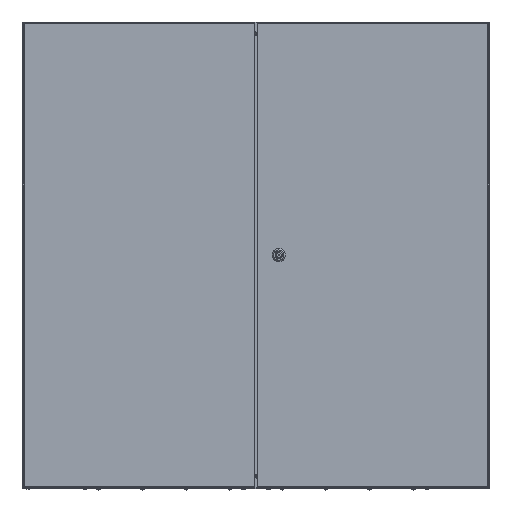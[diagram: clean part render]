
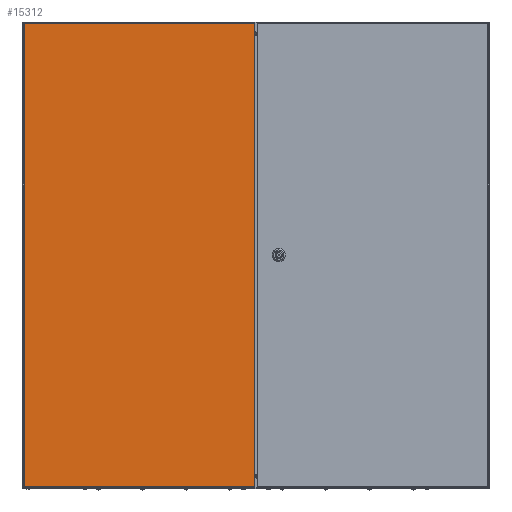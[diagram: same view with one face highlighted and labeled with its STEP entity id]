
A CAD part, top view. The second image highlights one B-rep face of the part: STEP entity #15312.
In plain terms, the highlighted planar face has unit normal (0, 0, 1).
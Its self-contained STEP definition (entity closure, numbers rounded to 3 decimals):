
#2670 = CARTESIAN_POINT ( 'NONE',  ( 2.63, 997., 17.5 ) ) ;
#2964 = EDGE_CURVE ( 'NONE', #15481, #61021, #92345, .T. ) ;
#4399 = EDGE_CURVE ( 'NONE', #61021, #98243, #105265, .T. ) ;
#8523 = CARTESIAN_POINT ( 'NONE',  ( 497.13, 997., 17.5 ) ) ;
#9526 = EDGE_CURVE ( 'NONE', #43411, #15481, #56502, .T. ) ;
#13841 = AXIS2_PLACEMENT_3D ( 'NONE', #62525, #79259, #56525 ) ;
#15312 = ADVANCED_FACE ( 'NONE', ( #95524 ), #55454, .T. ) ;
#15481 = VERTEX_POINT ( 'NONE', #8523 ) ;
#28210 = CARTESIAN_POINT ( 'NONE',  ( 2.63, 3., 17.5 ) ) ;
#31252 = CARTESIAN_POINT ( 'NONE',  ( 2.63, 997., 17.5 ) ) ;
#43411 = VERTEX_POINT ( 'NONE', #66479 ) ;
#46468 = LINE ( 'NONE', #28210, #95313 ) ;
#48531 = ORIENTED_EDGE ( 'NONE', *, *, #9526, .T. ) ;
#55454 = PLANE ( 'NONE',  #13841 ) ;
#56502 = LINE ( 'NONE', #89479, #86755 ) ;
#56525 = DIRECTION ( 'NONE',  ( 1., 0., 0. ) ) ;
#57644 = DIRECTION ( 'NONE',  ( 0., -1., 0. ) ) ;
#61021 = VERTEX_POINT ( 'NONE', #74594 ) ;
#62525 = CARTESIAN_POINT ( 'NONE',  ( 0., 0., 17.5 ) ) ;
#66479 = CARTESIAN_POINT ( 'NONE',  ( 497.13, 3., 17.5 ) ) ;
#67991 = DIRECTION ( 'NONE',  ( -1., 0., 0. ) ) ;
#70645 = VECTOR ( 'NONE', #57644, 1000. ) ;
#71780 = EDGE_LOOP ( 'NONE', ( #105975, #100977, #48531, #96583 ) ) ;
#74177 = CARTESIAN_POINT ( 'NONE',  ( 2.63, 3., 17.5 ) ) ;
#74315 = DIRECTION ( 'NONE',  ( 0., 1., 0. ) ) ;
#74594 = CARTESIAN_POINT ( 'NONE',  ( 2.63, 997., 17.5 ) ) ;
#79259 = DIRECTION ( 'NONE',  ( 0., 0., 1. ) ) ;
#86755 = VECTOR ( 'NONE', #74315, 1000. ) ;
#89479 = CARTESIAN_POINT ( 'NONE',  ( 497.13, 997., 17.5 ) ) ;
#90662 = EDGE_CURVE ( 'NONE', #98243, #43411, #46468, .T. ) ;
#92345 = LINE ( 'NONE', #2670, #99491 ) ;
#94106 = DIRECTION ( 'NONE',  ( 1., 0., 0. ) ) ;
#95313 = VECTOR ( 'NONE', #94106, 1000. ) ;
#95524 = FACE_OUTER_BOUND ( 'NONE', #71780, .T. ) ;
#96583 = ORIENTED_EDGE ( 'NONE', *, *, #2964, .T. ) ;
#98243 = VERTEX_POINT ( 'NONE', #74177 ) ;
#99491 = VECTOR ( 'NONE', #67991, 1000. ) ;
#100977 = ORIENTED_EDGE ( 'NONE', *, *, #90662, .T. ) ;
#105265 = LINE ( 'NONE', #31252, #70645 ) ;
#105975 = ORIENTED_EDGE ( 'NONE', *, *, #4399, .T. ) ;
